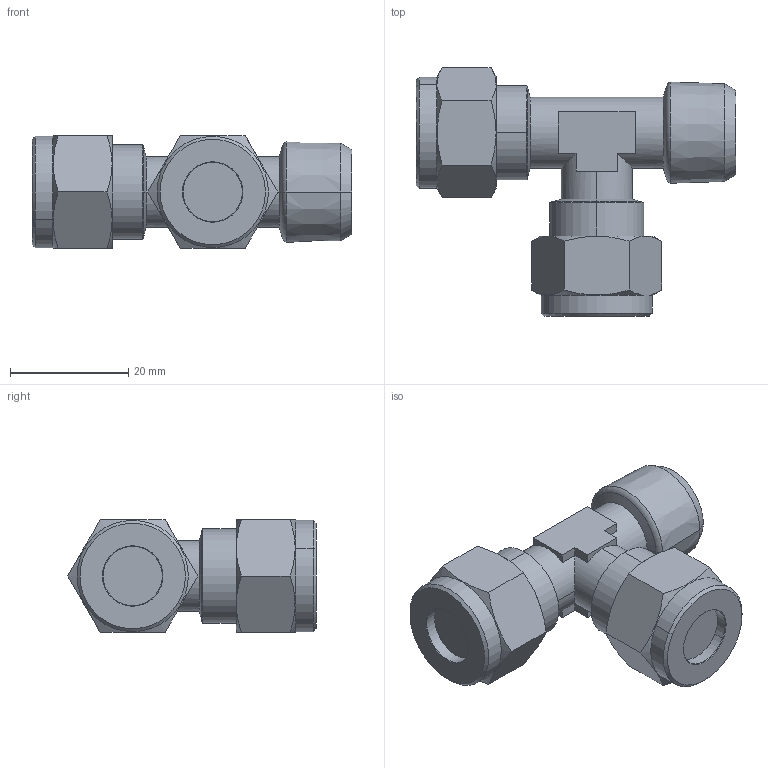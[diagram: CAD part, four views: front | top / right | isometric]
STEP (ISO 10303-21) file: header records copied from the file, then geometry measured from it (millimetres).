
FILE_DESCRIPTION (( 'STEP AP214' ), '1' );
FILE_NAME ('1023000008.step', '2013-02-25T17:12:31', ( '' ), ( '' ), 'SwSTEP 2.0', 'SolidWorks 2012', '' );
FILE_SCHEMA (( 'AUTOMOTIVE_DESIGN' ));
Length unit declared in the file: millimetre
Products named in the file (1): 1023000008
Bounding box: 54 x 41.97 x 19 mm (x, y, z)
Volume: 16079.1 mm3; surface area: 5464 mm2
Topology: 1 solids, 3 shells, 109 faces, 246 edges, 148 vertices
Faces by surface type: cone 43, plane 38, cylinder 22, torus 6
Entity records: 3264 total; most frequent: CARTESIAN_POINT 829, DIRECTION 512, ORIENTED_EDGE 492, EDGE_CURVE 246, AXIS2_PLACEMENT_3D 205, VERTEX_POINT 148, EDGE_LOOP 114, FACE_OUTER_BOUND 109
